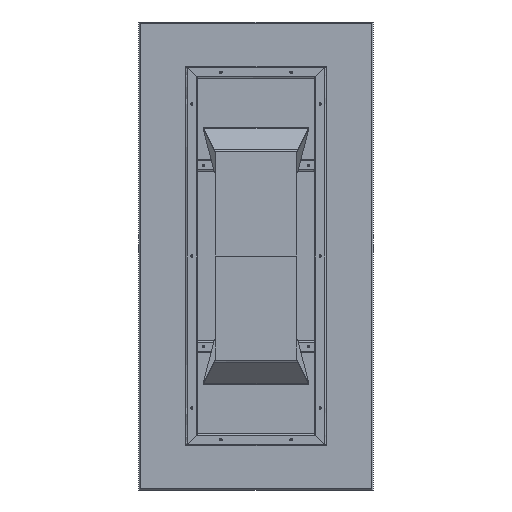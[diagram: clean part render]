
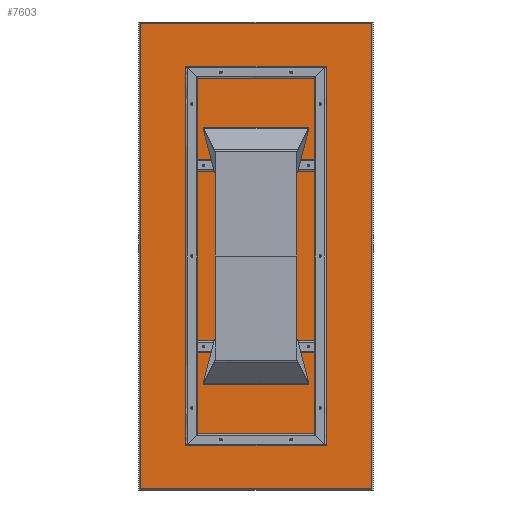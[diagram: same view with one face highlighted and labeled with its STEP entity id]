
A CAD part, front view. The second image highlights one B-rep face of the part: STEP entity #7603.
In plain terms, the highlighted free-form (B-spline) face has degree [1, 1] with [2, 2] control points.
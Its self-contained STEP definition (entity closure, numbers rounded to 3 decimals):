
#7603 = ADVANCED_FACE('',(#7604),#7634,.T.);
#7604 = FACE_BOUND('',#7605,.T.);
#7605 = EDGE_LOOP('',(#7606,#7615,#7622,#7629));
#7606 = ORIENTED_EDGE('',*,*,#7607,.T.);
#7607 = EDGE_CURVE('',#7608,#7610,#7612,.T.);
#7608 = VERTEX_POINT('',#7609);
#7609 = CARTESIAN_POINT('',(-318.292,880.02,
    1172.967));
#7610 = VERTEX_POINT('',#7611);
#7611 = CARTESIAN_POINT('',(-318.292,880.02,
    -1172.967));
#7612 = B_SPLINE_CURVE_WITH_KNOTS('',1,(#7613,#7614),.UNSPECIFIED.,.F.,
  .F.,(2,2),(-1995.,-5.),.PIECEWISE_BEZIER_KNOTS.);
#7613 = CARTESIAN_POINT('',(-318.292,880.02,
    1172.967));
#7614 = CARTESIAN_POINT('',(-318.292,880.02,
    -1172.967));
#7615 = ORIENTED_EDGE('',*,*,#7616,.T.);
#7616 = EDGE_CURVE('',#7610,#7617,#7619,.T.);
#7617 = VERTEX_POINT('',#7618);
#7618 = CARTESIAN_POINT('',(848.78,880.02,
    -1172.967));
#7619 = B_SPLINE_CURVE_WITH_KNOTS('',1,(#7620,#7621),.UNSPECIFIED.,.F.,
  .F.,(2,2),(-995.,-5.),.PIECEWISE_BEZIER_KNOTS.);
#7620 = CARTESIAN_POINT('',(-318.292,880.02,
    -1172.967));
#7621 = CARTESIAN_POINT('',(848.78,880.02,
    -1172.967));
#7622 = ORIENTED_EDGE('',*,*,#7623,.T.);
#7623 = EDGE_CURVE('',#7617,#7624,#7626,.T.);
#7624 = VERTEX_POINT('',#7625);
#7625 = CARTESIAN_POINT('',(848.78,880.02,
    1172.967));
#7626 = B_SPLINE_CURVE_WITH_KNOTS('',1,(#7627,#7628),.UNSPECIFIED.,.F.,
  .F.,(2,2),(-1995.,-5.),.PIECEWISE_BEZIER_KNOTS.);
#7627 = CARTESIAN_POINT('',(848.78,880.02,
    -1172.967));
#7628 = CARTESIAN_POINT('',(848.78,880.02,
    1172.967));
#7629 = ORIENTED_EDGE('',*,*,#7630,.T.);
#7630 = EDGE_CURVE('',#7624,#7608,#7631,.T.);
#7631 = B_SPLINE_CURVE_WITH_KNOTS('',1,(#7632,#7633),.UNSPECIFIED.,.F.,
  .F.,(2,2),(-995.,-5.),.PIECEWISE_BEZIER_KNOTS.);
#7632 = CARTESIAN_POINT('',(848.78,880.02,
    1172.967));
#7633 = CARTESIAN_POINT('',(-318.292,880.02,
    1172.967));
#7634 = B_SPLINE_SURFACE_WITH_KNOTS('',1,1,(
    (#7635,#7636)
    ,(#7637,#7638
    )),.UNSPECIFIED.,.F.,.F.,.F.,(2,2),(2,2),(-495.,495.),(-995.,995.),
  .PIECEWISE_BEZIER_KNOTS.);
#7635 = CARTESIAN_POINT('',(-318.292,880.02,
    -1172.967));
#7636 = CARTESIAN_POINT('',(-318.292,880.02,
    1172.967));
#7637 = CARTESIAN_POINT('',(848.78,880.02,
    -1172.967));
#7638 = CARTESIAN_POINT('',(848.78,880.02,
    1172.967));
